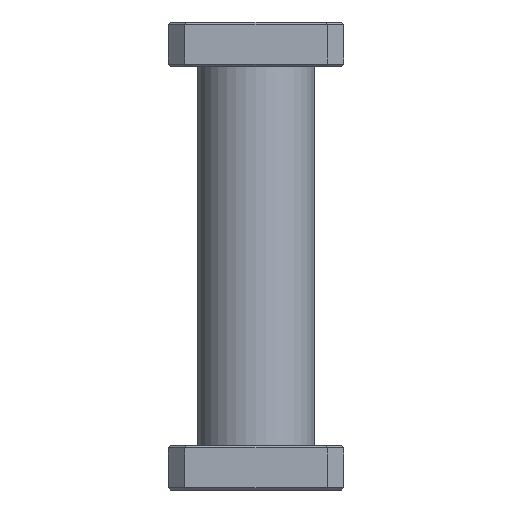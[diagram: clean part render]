
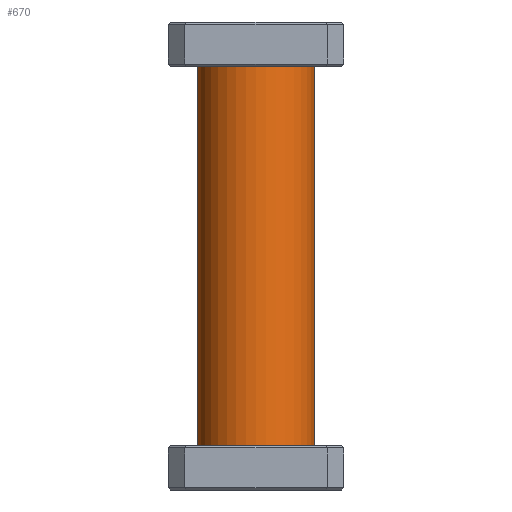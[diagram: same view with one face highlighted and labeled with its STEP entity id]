
A CAD part, front view. The second image highlights one B-rep face of the part: STEP entity #670.
In plain terms, the highlighted cylindrical face has radius 6.35 mm (diameter 12.7 mm), a partial arc.
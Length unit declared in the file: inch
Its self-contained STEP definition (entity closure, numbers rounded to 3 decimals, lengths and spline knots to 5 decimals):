
#18 = CARTESIAN_POINT ( 'NONE',  ( -0.625, 0.375, 1.81 ) ) ;
#27 = DIRECTION ( 'NONE',  ( 1., 0., 0. ) ) ;
#36 = VECTOR ( 'NONE', #468, 39.37008 ) ;
#137 = VECTOR ( 'NONE', #1923, 39.37008 ) ;
#154 = EDGE_CURVE ( 'NONE', #2621, #2536, #2587, .T. ) ;
#213 = AXIS2_PLACEMENT_3D ( 'NONE', #3927, #1135, #4658 ) ;
#321 = CARTESIAN_POINT ( 'NONE',  ( -0.125, 0.375, 0.19 ) ) ;
#372 = CIRCLE ( 'NONE', #3155, 0.25 ) ;
#468 = DIRECTION ( 'NONE',  ( 0., 0., 1. ) ) ;
#670 = ADVANCED_FACE ( 'NONE', ( #3781 ), #4916, .T. ) ;
#703 = EDGE_CURVE ( 'NONE', #2437, #2621, #1618, .T. ) ;
#941 = AXIS2_PLACEMENT_3D ( 'NONE', #2965, #2254, #27 ) ;
#1068 = EDGE_CURVE ( 'NONE', #2437, #3112, #372, .T. ) ;
#1135 = DIRECTION ( 'NONE',  ( 0., 0., 1. ) ) ;
#1451 = DIRECTION ( 'NONE',  ( 0., 0., 1. ) ) ;
#1618 = LINE ( 'NONE', #3188, #36 ) ;
#1923 = DIRECTION ( 'NONE',  ( 0., 0., 1. ) ) ;
#2254 = DIRECTION ( 'NONE',  ( 0., 0., 1. ) ) ;
#2437 = VERTEX_POINT ( 'NONE', #4427 ) ;
#2486 = ORIENTED_EDGE ( 'NONE', *, *, #1068, .T. ) ;
#2536 = VERTEX_POINT ( 'NONE', #3474 ) ;
#2587 = CIRCLE ( 'NONE', #213, 0.25 ) ;
#2621 = VERTEX_POINT ( 'NONE', #18 ) ;
#2859 = EDGE_CURVE ( 'NONE', #3112, #2536, #4595, .T. ) ;
#2965 = CARTESIAN_POINT ( 'NONE',  ( -0.375, 0.375, 0.19 ) ) ;
#2971 = ORIENTED_EDGE ( 'NONE', *, *, #2859, .T. ) ;
#3112 = VERTEX_POINT ( 'NONE', #4168 ) ;
#3155 = AXIS2_PLACEMENT_3D ( 'NONE', #4524, #1451, #4968 ) ;
#3188 = CARTESIAN_POINT ( 'NONE',  ( -0.625, 0.375, 0.19 ) ) ;
#3474 = CARTESIAN_POINT ( 'NONE',  ( -0.125, 0.375, 1.81 ) ) ;
#3514 = EDGE_LOOP ( 'NONE', ( #4918, #2486, #2971, #3678 ) ) ;
#3678 = ORIENTED_EDGE ( 'NONE', *, *, #154, .F. ) ;
#3781 = FACE_OUTER_BOUND ( 'NONE', #3514, .T. ) ;
#3927 = CARTESIAN_POINT ( 'NONE',  ( -0.375, 0.375, 1.81 ) ) ;
#4168 = CARTESIAN_POINT ( 'NONE',  ( -0.125, 0.375, 0.19 ) ) ;
#4427 = CARTESIAN_POINT ( 'NONE',  ( -0.625, 0.375, 0.19 ) ) ;
#4524 = CARTESIAN_POINT ( 'NONE',  ( -0.375, 0.375, 0.19 ) ) ;
#4595 = LINE ( 'NONE', #321, #137 ) ;
#4658 = DIRECTION ( 'NONE',  ( 1., 0., 0. ) ) ;
#4916 = CYLINDRICAL_SURFACE ( 'NONE', #941, 0.25 ) ;
#4918 = ORIENTED_EDGE ( 'NONE', *, *, #703, .F. ) ;
#4968 = DIRECTION ( 'NONE',  ( 1., 0., 0. ) ) ;
